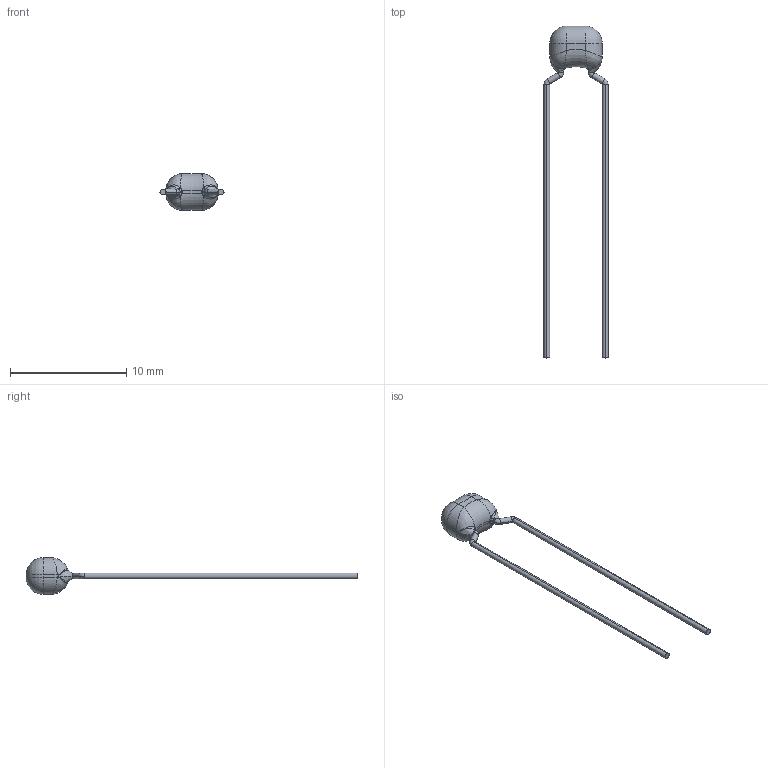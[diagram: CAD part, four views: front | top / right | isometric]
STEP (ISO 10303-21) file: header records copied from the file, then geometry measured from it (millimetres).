
FILE_DESCRIPTION (( 'STEP AP214' ), '1' );
FILE_NAME ('RDE5C1H472J1M1H03A.STEP', '2020-01-24T09:37:48', ( '' ), ( '' ), 'SwSTEP 2.0', 'SolidWorks 2018', '' );
FILE_SCHEMA (( 'AUTOMOTIVE_DESIGN' ));
Length unit declared in the file: millimetre
Products named in the file (1): RDE5C1H472J1M1H03A
Bounding box: 5.5 x 28.5 x 3.15 mm (x, y, z)
Volume: 45.6 mm3; surface area: 135.3 mm2
Topology: 3 solids, 3 shells, 68 faces, 150 edges, 76 vertices
Faces by surface type: bspline 22, cylinder 21, plane 11, torus 10, sphere 4
Entity records: 2634 total; most frequent: CARTESIAN_POINT 1287, ORIENTED_EDGE 276, DIRECTION 258, EDGE_CURVE 138, AXIS2_PLACEMENT_3D 115, VERTEX_POINT 76, CIRCLE 68, EDGE_LOOP 68
